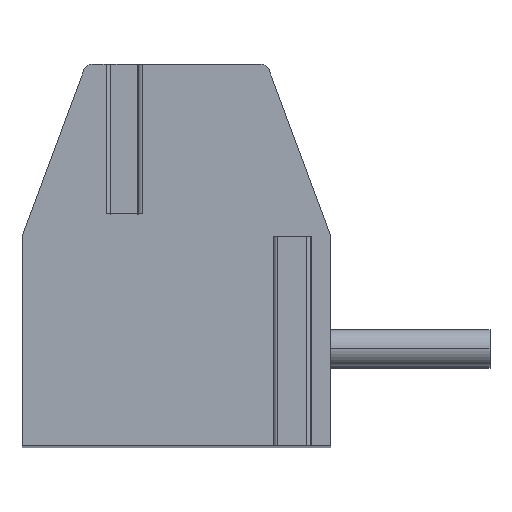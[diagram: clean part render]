
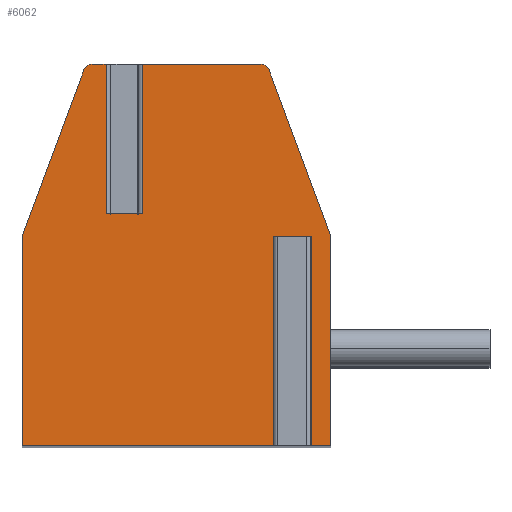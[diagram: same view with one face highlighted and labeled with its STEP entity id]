
A CAD part, top view. The second image highlights one B-rep face of the part: STEP entity #6062.
In plain terms, the highlighted planar face has unit normal (0, 0, 1).
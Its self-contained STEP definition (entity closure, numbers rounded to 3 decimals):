
#13=DIRECTION('',(1.,0.,0.));
#14=VECTOR('',#13,0.796);
#15=CARTESIAN_POINT('',(-1.548,0.9,26.25));
#16=LINE('',#15,#14);
#17=DIRECTION('',(0.,1.,0.));
#18=VECTOR('',#17,3.3);
#19=CARTESIAN_POINT('',(-0.752,0.9,26.25));
#20=LINE('',#19,#18);
#21=DIRECTION('',(-1.,0.,0.));
#22=VECTOR('',#21,2.603);
#23=CARTESIAN_POINT('',(1.851,4.2,26.25));
#24=LINE('',#23,#22);
#25=CARTESIAN_POINT('',(1.851,4.,26.25));
#26=DIRECTION('',(0.,0.,1.));
#27=DIRECTION('',(0.938,0.348,0.));
#28=AXIS2_PLACEMENT_3D('',#25,#26,#27);
#30=DIRECTION('',(-0.348,0.938,0.));
#31=VECTOR('',#30,3.914);
#32=CARTESIAN_POINT('',(3.4,0.4,26.25));
#33=LINE('',#32,#31);
#34=DIRECTION('',(0.,1.,0.));
#35=VECTOR('',#34,4.6);
#36=CARTESIAN_POINT('',(3.4,-4.2,26.25));
#37=LINE('',#36,#35);
#38=DIRECTION('',(1.,0.,0.));
#39=VECTOR('',#38,0.634);
#40=CARTESIAN_POINT('',(2.766,-4.2,26.25));
#41=LINE('',#40,#39);
#42=DIRECTION('',(0.,1.,0.));
#43=VECTOR('',#42,4.6);
#44=CARTESIAN_POINT('',(2.766,-4.2,26.25));
#45=LINE('',#44,#43);
#46=DIRECTION('',(-1.,0.,0.));
#47=VECTOR('',#46,0.43);
#48=CARTESIAN_POINT('',(2.766,0.4,26.25));
#49=LINE('',#48,#47);
#50=DIRECTION('',(0.,1.,0.));
#51=VECTOR('',#50,4.6);
#52=CARTESIAN_POINT('',(2.336,-4.2,26.25));
#53=LINE('',#52,#51);
#54=DIRECTION('',(1.,0.,0.));
#55=VECTOR('',#54,5.736);
#56=CARTESIAN_POINT('',(-3.4,-4.2,26.25));
#57=LINE('',#56,#55);
#58=DIRECTION('',(0.,-1.,0.));
#59=VECTOR('',#58,4.6);
#60=CARTESIAN_POINT('',(-3.4,0.4,26.25));
#61=LINE('',#60,#59);
#62=DIRECTION('',(-0.348,-0.938,0.));
#63=VECTOR('',#62,3.914);
#64=CARTESIAN_POINT('',(-2.038,4.07,26.25));
#65=LINE('',#64,#63);
#66=CARTESIAN_POINT('',(-1.851,4.,26.25));
#67=DIRECTION('',(0.,0.,1.));
#68=DIRECTION('',(0.,1.,0.));
#69=AXIS2_PLACEMENT_3D('',#66,#67,#68);
#71=DIRECTION('',(-1.,0.,0.));
#72=VECTOR('',#71,0.303);
#73=CARTESIAN_POINT('',(-1.548,4.2,26.25));
#74=LINE('',#73,#72);
#75=DIRECTION('',(0.,1.,0.));
#76=VECTOR('',#75,3.3);
#77=CARTESIAN_POINT('',(-1.548,0.9,26.25));
#78=LINE('',#77,#76);
#4737=CARTESIAN_POINT('',(-1.851,4.2,26.25));
#4738=CARTESIAN_POINT('',(-2.038,4.07,26.25));
#4739=VERTEX_POINT('',#4737);
#4740=VERTEX_POINT('',#4738);
#4741=CARTESIAN_POINT('',(-3.4,0.4,26.25));
#4742=VERTEX_POINT('',#4741);
#4743=CARTESIAN_POINT('',(-3.4,-4.2,26.25));
#4744=VERTEX_POINT('',#4743);
#4745=CARTESIAN_POINT('',(3.4,-4.2,26.25));
#4746=CARTESIAN_POINT('',(3.4,0.4,26.25));
#4747=VERTEX_POINT('',#4745);
#4748=VERTEX_POINT('',#4746);
#4749=CARTESIAN_POINT('',(2.038,4.07,26.25));
#4750=VERTEX_POINT('',#4749);
#4751=CARTESIAN_POINT('',(1.851,4.2,26.25));
#4752=VERTEX_POINT('',#4751);
#4793=CARTESIAN_POINT('',(2.766,0.4,26.25));
#4794=CARTESIAN_POINT('',(2.336,0.4,26.25));
#4795=VERTEX_POINT('',#4793);
#4796=VERTEX_POINT('',#4794);
#4797=CARTESIAN_POINT('',(2.336,-4.2,26.25));
#4798=VERTEX_POINT('',#4797);
#4799=CARTESIAN_POINT('',(2.766,-4.2,26.25));
#4800=VERTEX_POINT('',#4799);
#4861=CARTESIAN_POINT('',(-1.548,0.9,26.25));
#4862=CARTESIAN_POINT('',(-0.752,0.9,26.25));
#4863=VERTEX_POINT('',#4861);
#4864=VERTEX_POINT('',#4862);
#4865=CARTESIAN_POINT('',(-1.548,4.2,26.25));
#4866=VERTEX_POINT('',#4865);
#4867=CARTESIAN_POINT('',(-0.752,4.2,26.25));
#4868=VERTEX_POINT('',#4867);
#6023=CARTESIAN_POINT('',(0.,0.,26.25));
#6024=DIRECTION('',(0.,0.,1.));
#6025=DIRECTION('',(1.,0.,0.));
#6026=AXIS2_PLACEMENT_3D('',#6023,#6024,#6025);
#6027=PLANE('',#6026);
#6029=ORIENTED_EDGE('',*,*,#6028,.T.);
#6031=ORIENTED_EDGE('',*,*,#6030,.T.);
#6033=ORIENTED_EDGE('',*,*,#6032,.F.);
#6035=ORIENTED_EDGE('',*,*,#6034,.F.);
#6037=ORIENTED_EDGE('',*,*,#6036,.F.);
#6039=ORIENTED_EDGE('',*,*,#6038,.F.);
#6041=ORIENTED_EDGE('',*,*,#6040,.F.);
#6043=ORIENTED_EDGE('',*,*,#6042,.T.);
#6045=ORIENTED_EDGE('',*,*,#6044,.T.);
#6047=ORIENTED_EDGE('',*,*,#6046,.F.);
#6049=ORIENTED_EDGE('',*,*,#6048,.F.);
#6051=ORIENTED_EDGE('',*,*,#6050,.F.);
#6053=ORIENTED_EDGE('',*,*,#6052,.F.);
#6055=ORIENTED_EDGE('',*,*,#6054,.F.);
#6057=ORIENTED_EDGE('',*,*,#6056,.F.);
#6059=ORIENTED_EDGE('',*,*,#6058,.F.);
#6060=EDGE_LOOP('',(#6029,#6031,#6033,#6035,#6037,#6039,#6041,#6043,#6045,#6047,
#6049,#6051,#6053,#6055,#6057,#6059));
#6061=FACE_OUTER_BOUND('',#6060,.F.);
#29=CIRCLE('',#28,0.2);
#70=CIRCLE('',#69,0.2);
#6028=EDGE_CURVE('',#4863,#4864,#16,.T.);
#6030=EDGE_CURVE('',#4864,#4868,#20,.T.);
#6032=EDGE_CURVE('',#4752,#4868,#24,.T.);
#6034=EDGE_CURVE('',#4750,#4752,#29,.T.);
#6036=EDGE_CURVE('',#4748,#4750,#33,.T.);
#6038=EDGE_CURVE('',#4747,#4748,#37,.T.);
#6040=EDGE_CURVE('',#4800,#4747,#41,.T.);
#6042=EDGE_CURVE('',#4800,#4795,#45,.T.);
#6044=EDGE_CURVE('',#4795,#4796,#49,.T.);
#6046=EDGE_CURVE('',#4798,#4796,#53,.T.);
#6048=EDGE_CURVE('',#4744,#4798,#57,.T.);
#6050=EDGE_CURVE('',#4742,#4744,#61,.T.);
#6052=EDGE_CURVE('',#4740,#4742,#65,.T.);
#6054=EDGE_CURVE('',#4739,#4740,#70,.T.);
#6056=EDGE_CURVE('',#4866,#4739,#74,.T.);
#6058=EDGE_CURVE('',#4863,#4866,#78,.T.);
#6062=ADVANCED_FACE('',(#6061),#6027,.T.);
